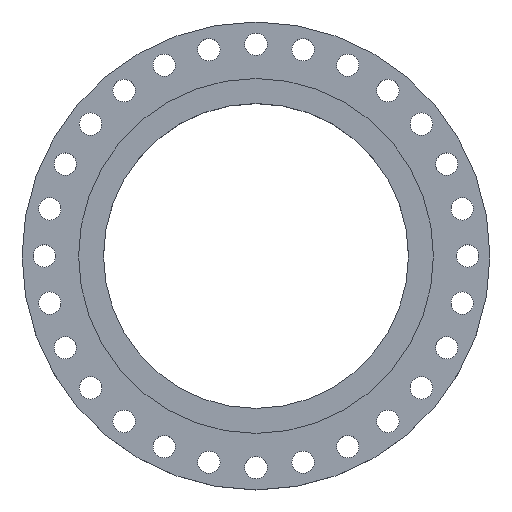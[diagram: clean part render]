
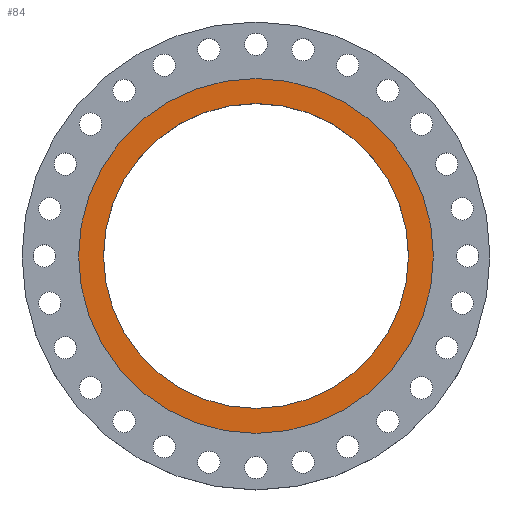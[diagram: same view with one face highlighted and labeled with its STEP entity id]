
A CAD part, top view. The second image highlights one B-rep face of the part: STEP entity #84.
In plain terms, the highlighted planar face has unit normal (0, 0, 1).
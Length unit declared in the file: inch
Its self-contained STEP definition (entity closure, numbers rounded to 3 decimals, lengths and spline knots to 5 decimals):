
#84 = ADVANCED_FACE ( 'NONE', ( #851, #1240 ), #256, .F. ) ;
#162 = AXIS2_PLACEMENT_3D ( 'NONE', #1590, #1003, #1812 ) ;
#220 = CARTESIAN_POINT ( 'NONE',  ( -16.875, 0., 0. ) ) ;
#256 = PLANE ( 'NONE',  #870 ) ;
#357 = DIRECTION ( 'NONE',  ( 1., 0., 0. ) ) ;
#445 = DIRECTION ( 'NONE',  ( 0., 0., 1. ) ) ;
#477 = DIRECTION ( 'NONE',  ( 0., 0., -1. ) ) ;
#487 = EDGE_CURVE ( 'NONE', #2102, #2369, #2367, .T. ) ;
#488 = EDGE_LOOP ( 'NONE', ( #972, #597 ) ) ;
#510 = ORIENTED_EDGE ( 'NONE', *, *, #487, .T. ) ;
#513 = VERTEX_POINT ( 'NONE', #2326 ) ;
#554 = CARTESIAN_POINT ( 'NONE',  ( 0., 0., 0. ) ) ;
#597 = ORIENTED_EDGE ( 'NONE', *, *, #1936, .F. ) ;
#712 = AXIS2_PLACEMENT_3D ( 'NONE', #933, #2563, #1536 ) ;
#851 = FACE_BOUND ( 'NONE', #488, .T. ) ;
#870 = AXIS2_PLACEMENT_3D ( 'NONE', #1432, #477, #1675 ) ;
#918 = ORIENTED_EDGE ( 'NONE', *, *, #1316, .T. ) ;
#933 = CARTESIAN_POINT ( 'NONE',  ( 0., 0., 0. ) ) ;
#972 = ORIENTED_EDGE ( 'NONE', *, *, #1441, .F. ) ;
#1003 = DIRECTION ( 'NONE',  ( 0., 0., 1. ) ) ;
#1061 = CIRCLE ( 'NONE', #712, 14.5 ) ;
#1240 = FACE_OUTER_BOUND ( 'NONE', #1906, .T. ) ;
#1316 = EDGE_CURVE ( 'NONE', #2369, #2102, #1448, .T. ) ;
#1432 = CARTESIAN_POINT ( 'NONE',  ( 0., 14.5, 0. ) ) ;
#1441 = EDGE_CURVE ( 'NONE', #513, #1778, #1061, .T. ) ;
#1448 = CIRCLE ( 'NONE', #2274, 16.875 ) ;
#1536 = DIRECTION ( 'NONE',  ( 1., 0., 0. ) ) ;
#1590 = CARTESIAN_POINT ( 'NONE',  ( 0., 0., 0. ) ) ;
#1675 = DIRECTION ( 'NONE',  ( -1., 0., 0. ) ) ;
#1778 = VERTEX_POINT ( 'NONE', #1903 ) ;
#1812 = DIRECTION ( 'NONE',  ( 1., 0., 0. ) ) ;
#1860 = CARTESIAN_POINT ( 'NONE',  ( 0., 0., 0. ) ) ;
#1861 = AXIS2_PLACEMENT_3D ( 'NONE', #1860, #445, #2072 ) ;
#1903 = CARTESIAN_POINT ( 'NONE',  ( -14.5, 0., 0. ) ) ;
#1906 = EDGE_LOOP ( 'NONE', ( #510, #918 ) ) ;
#1936 = EDGE_CURVE ( 'NONE', #1778, #513, #2468, .T. ) ;
#2057 = CARTESIAN_POINT ( 'NONE',  ( 16.875, 0., 0. ) ) ;
#2072 = DIRECTION ( 'NONE',  ( 1., 0., 0. ) ) ;
#2102 = VERTEX_POINT ( 'NONE', #2057 ) ;
#2183 = DIRECTION ( 'NONE',  ( 0., 0., 1. ) ) ;
#2274 = AXIS2_PLACEMENT_3D ( 'NONE', #554, #2183, #357 ) ;
#2326 = CARTESIAN_POINT ( 'NONE',  ( 14.5, 0., 0. ) ) ;
#2367 = CIRCLE ( 'NONE', #1861, 16.875 ) ;
#2369 = VERTEX_POINT ( 'NONE', #220 ) ;
#2468 = CIRCLE ( 'NONE', #162, 14.5 ) ;
#2563 = DIRECTION ( 'NONE',  ( 0., 0., 1. ) ) ;
